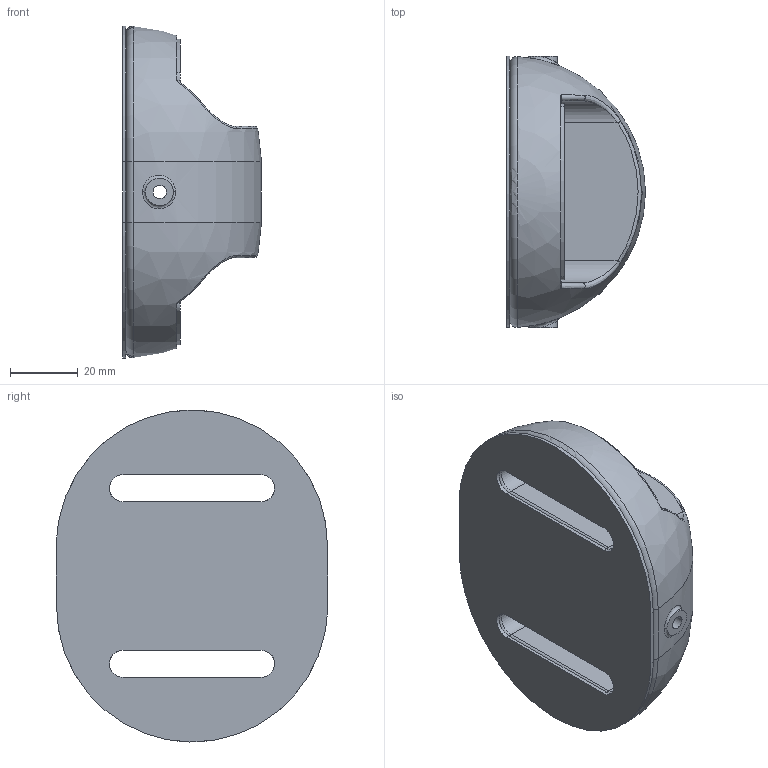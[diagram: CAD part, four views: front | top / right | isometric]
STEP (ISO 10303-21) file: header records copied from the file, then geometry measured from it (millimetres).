
FILE_DESCRIPTION (( 'STEP AP203' ), '1' );
FILE_NAME ('kirilma anahtari_kucuk.STEP', '2023-01-24T18:47:43', ( 'Tasarim' ), ( '' ), 'SwSTEP 2.0', 'SolidWorks 2022', '' );
FILE_SCHEMA (( 'CONFIG_CONTROL_DESIGN' ));
Length unit declared in the file: millimetre
Products named in the file (1): kirilma anahtari_kucuk
Bounding box: 41 x 80 x 97.99 mm (x, y, z)
Surface area: 29884.3 mm2 (no closed solid volume)
Topology: 0 solids, 4 shells, 109 faces, 289 edges, 185 vertices
Faces by surface type: cylinder 39, plane 30, torus 20, bspline 18, sphere 2
Entity records: 5651 total; most frequent: CARTESIAN_POINT 3019, ORIENTED_EDGE 514, DIRECTION 500, EDGE_CURVE 289, AXIS2_PLACEMENT_3D 193, VERTEX_POINT 185, EDGE_LOOP 123, LINE 114
